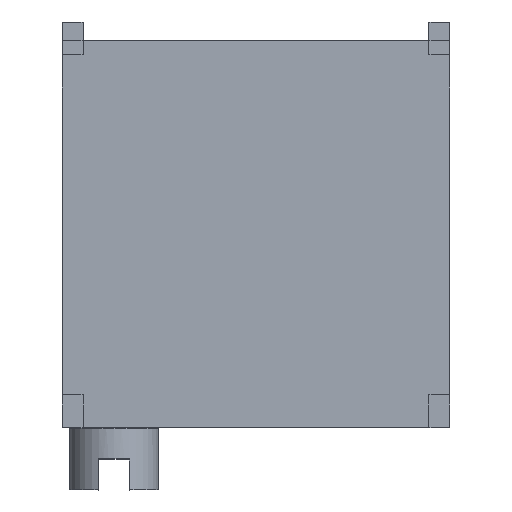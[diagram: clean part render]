
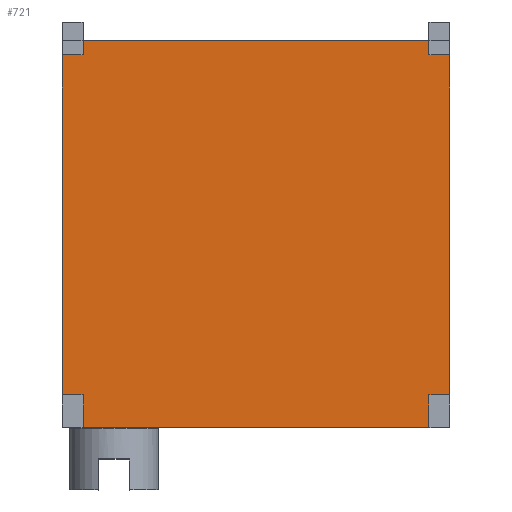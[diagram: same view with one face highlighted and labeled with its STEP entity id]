
A CAD part, top view. The second image highlights one B-rep face of the part: STEP entity #721.
In plain terms, the highlighted planar face has unit normal (0, 0, 1).
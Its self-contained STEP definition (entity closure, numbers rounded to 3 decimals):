
#158 = VERTEX_POINT('',#159);
#159 = CARTESIAN_POINT('',(-1.72,-4.755,4.845));
#310 = VERTEX_POINT('',#311);
#311 = CARTESIAN_POINT('',(-2.23,-3.945,4.845));
#334 = EDGE_CURVE('',#158,#335,#337,.T.);
#335 = VERTEX_POINT('',#336);
#336 = CARTESIAN_POINT('',(-1.72,-3.945,4.845));
#337 = LINE('',#338,#339);
#338 = CARTESIAN_POINT('',(-1.72,-4.755,4.845));
#339 = VECTOR('',#340,1.);
#340 = DIRECTION('',(0.,1.,0.));
#342 = EDGE_CURVE('',#335,#310,#343,.T.);
#343 = LINE('',#344,#345);
#344 = CARTESIAN_POINT('',(-1.72,-3.945,4.845));
#345 = VECTOR('',#346,1.);
#346 = DIRECTION('',(-1.,0.,0.));
#357 = EDGE_CURVE('',#358,#158,#360,.T.);
#358 = VERTEX_POINT('',#359);
#359 = CARTESIAN_POINT('',(6.79,-4.755,4.845));
#360 = LINE('',#361,#362);
#361 = CARTESIAN_POINT('',(7.3,-4.755,4.845));
#362 = VECTOR('',#363,1.);
#363 = DIRECTION('',(-1.,0.,0.));
#407 = VERTEX_POINT('',#408);
#408 = CARTESIAN_POINT('',(-1.72,4.765,4.845));
#428 = EDGE_CURVE('',#407,#429,#431,.T.);
#429 = VERTEX_POINT('',#430);
#430 = CARTESIAN_POINT('',(6.79,4.765,4.845));
#431 = LINE('',#432,#433);
#432 = CARTESIAN_POINT('',(-2.23,4.765,4.845));
#433 = VECTOR('',#434,1.);
#434 = DIRECTION('',(1.,0.,0.));
#516 = EDGE_CURVE('',#310,#517,#519,.T.);
#517 = VERTEX_POINT('',#518);
#518 = CARTESIAN_POINT('',(-2.23,4.415,4.845));
#519 = LINE('',#520,#521);
#520 = CARTESIAN_POINT('',(-2.23,-4.755,4.845));
#521 = VECTOR('',#522,1.);
#522 = DIRECTION('',(0.,1.,0.));
#564 = EDGE_CURVE('',#565,#567,#569,.T.);
#565 = VERTEX_POINT('',#566);
#566 = CARTESIAN_POINT('',(7.3,4.415,4.845));
#567 = VERTEX_POINT('',#568);
#568 = CARTESIAN_POINT('',(7.3,-3.945,4.845));
#569 = LINE('',#570,#571);
#570 = CARTESIAN_POINT('',(7.3,4.765,4.845));
#571 = VECTOR('',#572,1.);
#572 = DIRECTION('',(0.,-1.,0.));
#721 = ADVANCED_FACE('',(#722),#772,.F.);
#722 = FACE_BOUND('',#723,.F.);
#723 = EDGE_LOOP('',(#724,#732,#733,#741,#747,#748,#756,#762,#763,#764,
    #765,#766));
#724 = ORIENTED_EDGE('',*,*,#725,.T.);
#725 = EDGE_CURVE('',#726,#407,#728,.T.);
#726 = VERTEX_POINT('',#727);
#727 = CARTESIAN_POINT('',(-1.72,4.415,4.845));
#728 = LINE('',#729,#730);
#729 = CARTESIAN_POINT('',(-1.72,4.415,4.845));
#730 = VECTOR('',#731,1.);
#731 = DIRECTION('',(0.,1.,0.));
#732 = ORIENTED_EDGE('',*,*,#428,.T.);
#733 = ORIENTED_EDGE('',*,*,#734,.T.);
#734 = EDGE_CURVE('',#429,#735,#737,.T.);
#735 = VERTEX_POINT('',#736);
#736 = CARTESIAN_POINT('',(6.79,4.415,4.845));
#737 = LINE('',#738,#739);
#738 = CARTESIAN_POINT('',(6.79,5.225,4.845));
#739 = VECTOR('',#740,1.);
#740 = DIRECTION('',(0.,-1.,0.));
#741 = ORIENTED_EDGE('',*,*,#742,.T.);
#742 = EDGE_CURVE('',#735,#565,#743,.T.);
#743 = LINE('',#744,#745);
#744 = CARTESIAN_POINT('',(6.79,4.415,4.845));
#745 = VECTOR('',#746,1.);
#746 = DIRECTION('',(1.,0.,0.));
#747 = ORIENTED_EDGE('',*,*,#564,.T.);
#748 = ORIENTED_EDGE('',*,*,#749,.T.);
#749 = EDGE_CURVE('',#567,#750,#752,.T.);
#750 = VERTEX_POINT('',#751);
#751 = CARTESIAN_POINT('',(6.79,-3.945,4.845));
#752 = LINE('',#753,#754);
#753 = CARTESIAN_POINT('',(7.3,-3.945,4.845));
#754 = VECTOR('',#755,1.);
#755 = DIRECTION('',(-1.,0.,0.));
#756 = ORIENTED_EDGE('',*,*,#757,.T.);
#757 = EDGE_CURVE('',#750,#358,#758,.T.);
#758 = LINE('',#759,#760);
#759 = CARTESIAN_POINT('',(6.79,-3.945,4.845));
#760 = VECTOR('',#761,1.);
#761 = DIRECTION('',(0.,-1.,0.));
#762 = ORIENTED_EDGE('',*,*,#357,.T.);
#763 = ORIENTED_EDGE('',*,*,#334,.T.);
#764 = ORIENTED_EDGE('',*,*,#342,.T.);
#765 = ORIENTED_EDGE('',*,*,#516,.T.);
#766 = ORIENTED_EDGE('',*,*,#767,.T.);
#767 = EDGE_CURVE('',#517,#726,#768,.T.);
#768 = LINE('',#769,#770);
#769 = CARTESIAN_POINT('',(-2.23,4.415,4.845));
#770 = VECTOR('',#771,1.);
#771 = DIRECTION('',(1.,0.,0.));
#772 = PLANE('',#773);
#773 = AXIS2_PLACEMENT_3D('',#774,#775,#776);
#774 = CARTESIAN_POINT('',(2.535,0.005,4.845));
#775 = DIRECTION('',(0.,0.,-1.));
#776 = DIRECTION('',(0.,1.,0.));
